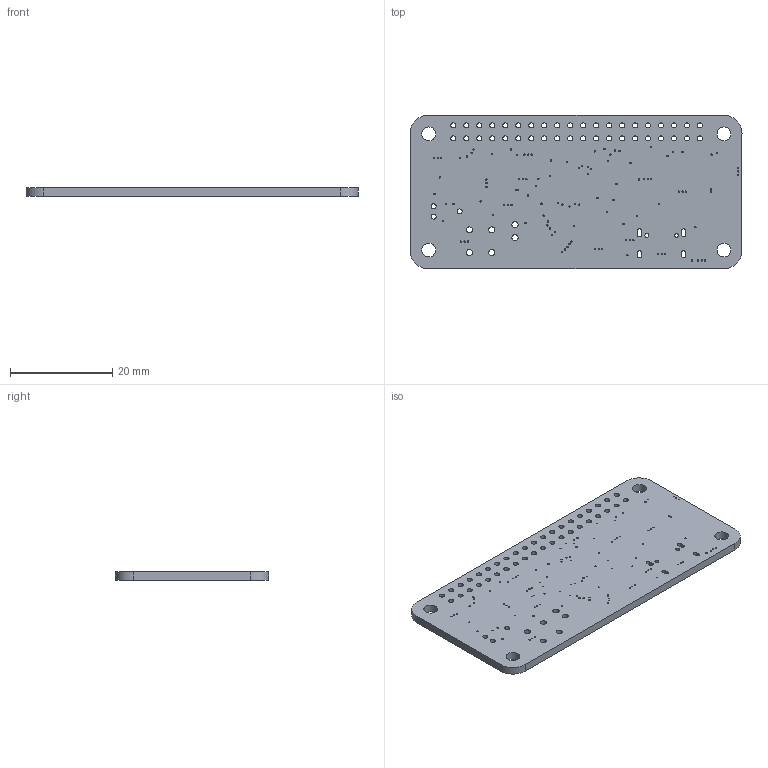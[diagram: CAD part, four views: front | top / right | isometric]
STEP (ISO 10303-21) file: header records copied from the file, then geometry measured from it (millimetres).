
FILE_DESCRIPTION(('Designed by EasyEDA Pro'),'2;1');
FILE_NAME('Open CASCADE Shape Model','2024-08-20T16:56:51',('Author'),( 'Open CASCADE'),'Open CASCADE STEP processor 7.6','Open CASCADE 7.6' ,'Unknown');
FILE_SCHEMA(('AUTOMOTIVE_DESIGN { 1 0 10303 214 1 1 1 1 }'));
Length unit declared in the file: millimetre
Products named in the file (2): PCBModel; COMPOUND
Assembly tree (1 placements, depth 2):
  PCBModel
    COMPOUND
Bounding box: 64.97 x 29.97 x 1.6 mm (x, y, z)
Volume: 2980.5 mm3; surface area: 4503.1 mm2
Topology: 1 solids, 1 shells, 272 faces, 810 edges, 540 vertices
Faces by surface type: cylinder 218, plane 54
Full cylindrical faces by diameter (mm): 0.254 x100, 0.3 x11, 0.75 x2, 0.991 x3, 1.2 x6, 2.7 x4
Entity records: 11980 total; most frequent: DIRECTION 1794, CARTESIAN_POINT 1624, ORIENTED_EDGE 1620, EDGE_CURVE 810, AXIS2_PLACEMENT_3D 710, FACE_BOUND 612, EDGE_LOOP 612, VERTEX_POINT 540
